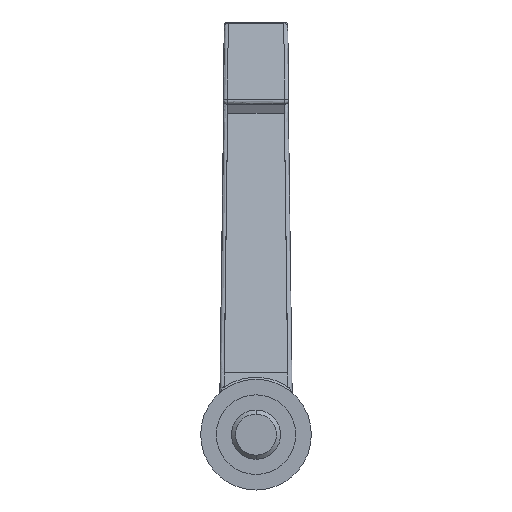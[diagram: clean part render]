
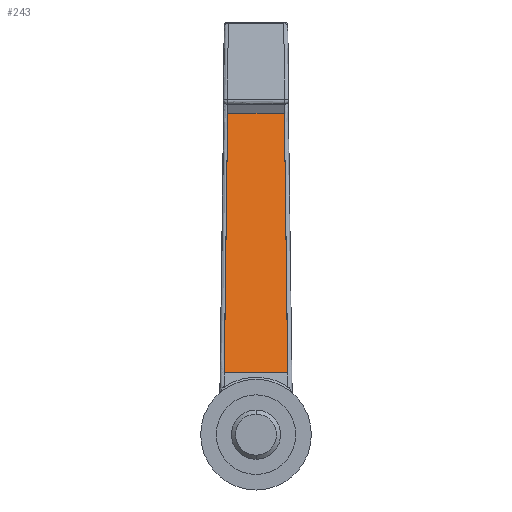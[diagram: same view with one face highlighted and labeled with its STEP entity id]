
A CAD part, front view. The second image highlights one B-rep face of the part: STEP entity #243.
In plain terms, the highlighted planar face has unit normal (0, -0.978, 0.207).
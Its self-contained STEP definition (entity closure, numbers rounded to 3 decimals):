
#20 = ORIENTED_EDGE ( 'NONE', *, *, #300, .T. ) ;
#159 = CARTESIAN_POINT ( 'NONE',  ( 3.875, 16.785, 6.494 ) ) ;
#243 = ADVANCED_FACE ( 'NONE', ( #2483 ), #340, .T. ) ;
#276 = CARTESIAN_POINT ( 'NONE',  ( 3.46, 23.71, 39.16 ) ) ;
#283 = DIRECTION ( 'NONE',  ( -0.012, 0.207, 0.978 ) ) ;
#300 = EDGE_CURVE ( 'NONE', #840, #1322, #737, .T. ) ;
#319 = DIRECTION ( 'NONE',  ( 0., -0.978, 0.207 ) ) ;
#340 = PLANE ( 'NONE',  #3009 ) ;
#496 = ORIENTED_EDGE ( 'NONE', *, *, #1442, .T. ) ;
#691 = VERTEX_POINT ( 'NONE', #4091 ) ;
#737 = LINE ( 'NONE', #2490, #1525 ) ;
#755 = ORIENTED_EDGE ( 'NONE', *, *, #2359, .T. ) ;
#818 = ORIENTED_EDGE ( 'NONE', *, *, #1642, .T. ) ;
#840 = VERTEX_POINT ( 'NONE', #3109 ) ;
#1244 = VERTEX_POINT ( 'NONE', #2101 ) ;
#1322 = VERTEX_POINT ( 'NONE', #159 ) ;
#1375 = DIRECTION ( 'NONE',  ( -1., 0., 0. ) ) ;
#1414 = DIRECTION ( 'NONE',  ( 0., -0.207, -0.978 ) ) ;
#1442 = EDGE_CURVE ( 'NONE', #1322, #1244, #4150, .T. ) ;
#1520 = EDGE_LOOP ( 'NONE', ( #496, #818, #755, #20 ) ) ;
#1525 = VECTOR ( 'NONE', #3927, 1000. ) ;
#1642 = EDGE_CURVE ( 'NONE', #1244, #691, #4553, .T. ) ;
#2101 = CARTESIAN_POINT ( 'NONE',  ( 3.46, 23.71, 39.16 ) ) ;
#2359 = EDGE_CURVE ( 'NONE', #691, #840, #3183, .T. ) ;
#2483 = FACE_OUTER_BOUND ( 'NONE', #1520, .T. ) ;
#2490 = CARTESIAN_POINT ( 'NONE',  ( 3.875, 16.785, 6.494 ) ) ;
#2828 = DIRECTION ( 'NONE',  ( -0.012, -0.207, -0.978 ) ) ;
#2870 = VECTOR ( 'NONE', #1375, 1000. ) ;
#3009 = AXIS2_PLACEMENT_3D ( 'NONE', #3231, #319, #1414 ) ;
#3109 = CARTESIAN_POINT ( 'NONE',  ( -3.875, 16.785, 6.494 ) ) ;
#3183 = LINE ( 'NONE', #4587, #4187 ) ;
#3231 = CARTESIAN_POINT ( 'NONE',  ( 0., 14.746, -3.126 ) ) ;
#3927 = DIRECTION ( 'NONE',  ( 1., 0., 0. ) ) ;
#4091 = CARTESIAN_POINT ( 'NONE',  ( -3.46, 23.71, 39.16 ) ) ;
#4150 = LINE ( 'NONE', #4224, #4281 ) ;
#4187 = VECTOR ( 'NONE', #2828, 1000. ) ;
#4224 = CARTESIAN_POINT ( 'NONE',  ( 3.875, 16.785, 6.494 ) ) ;
#4281 = VECTOR ( 'NONE', #283, 1000. ) ;
#4553 = LINE ( 'NONE', #276, #2870 ) ;
#4587 = CARTESIAN_POINT ( 'NONE',  ( -3.875, 16.785, 6.494 ) ) ;
